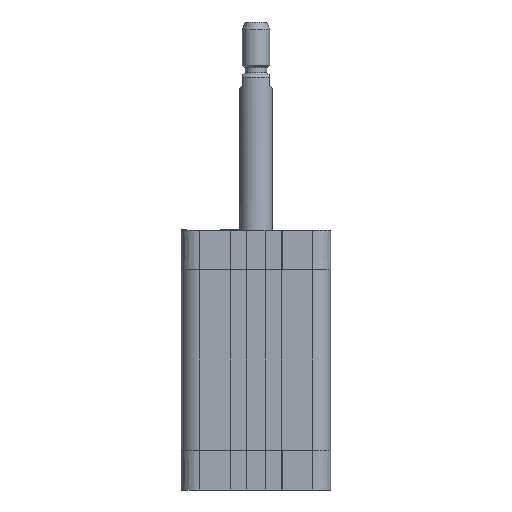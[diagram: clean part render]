
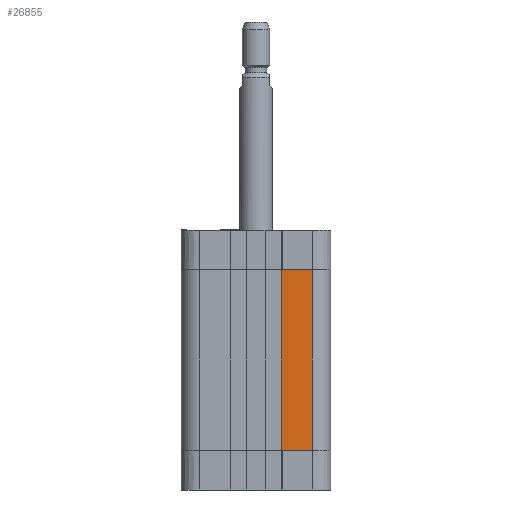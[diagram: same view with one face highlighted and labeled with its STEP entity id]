
A CAD part, front view. The second image highlights one B-rep face of the part: STEP entity #26855.
In plain terms, the highlighted planar face has unit normal (0, -1, 0).
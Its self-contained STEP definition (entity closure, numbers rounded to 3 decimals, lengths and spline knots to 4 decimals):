
#4275=LINE($,#53032,#6278);
#4276=LINE($,#53036,#6279);
#4277=LINE($,#53038,#6280);
#4278=LINE($,#53039,#6281);
#6278=VECTOR($,#32402,6.6);
#6279=VECTOR($,#32407,1.11);
#6280=VECTOR($,#32408,6.6);
#6281=VECTOR($,#32409,1.11);
#8206=FACE_OUTER_BOUND($,#9913,.T.);
#9913=EDGE_LOOP($,(#24535,#24536,#24537,#24538));
#12944=VERTEX_POINT($,#53029);
#12945=VERTEX_POINT($,#53031);
#12946=VERTEX_POINT($,#53035);
#12947=VERTEX_POINT($,#53037);
#16847=EDGE_CURVE($,#12945,#12944,#4275,.T.);
#16849=EDGE_CURVE($,#12944,#12946,#4276,.T.);
#16850=EDGE_CURVE($,#12947,#12946,#4277,.T.);
#16851=EDGE_CURVE($,#12945,#12947,#4278,.T.);
#24535=ORIENTED_EDGE($,*,*,#16849,.T.);
#24536=ORIENTED_EDGE($,*,*,#16850,.F.);
#24537=ORIENTED_EDGE($,*,*,#16851,.F.);
#24538=ORIENTED_EDGE($,*,*,#16847,.T.);
#25362=PLANE($,#28070);
#26855=ADVANCED_FACE($,(#8206),#25362,.T.);
#28070=AXIS2_PLACEMENT_3D($,#53034,#32405,#32406);
#32402=DIRECTION($,(0.,0.,1.));
#32405=DIRECTION('center_axis',(0.,-1.,0.));
#32406=DIRECTION('ref_axis',(0.,0.,-1.));
#32407=DIRECTION($,(-1.,0.,0.));
#32408=DIRECTION($,(0.,0.,1.));
#32409=DIRECTION($,(-1.,0.,0.));
#53029=CARTESIAN_POINT('',(2.05,-2.725,0.05));
#53031=CARTESIAN_POINT('',(2.05,-2.725,-6.55));
#53032=CARTESIAN_POINT($,(2.05,-2.725,-6.55));
#53034=CARTESIAN_POINT('Origin',(2.05,-2.725,-6.55));
#53035=CARTESIAN_POINT('',(0.94,-2.725,0.05));
#53036=CARTESIAN_POINT($,(2.05,-2.725,0.05));
#53037=CARTESIAN_POINT('',(0.94,-2.725,-6.55));
#53038=CARTESIAN_POINT($,(0.94,-2.725,-6.55));
#53039=CARTESIAN_POINT($,(2.05,-2.725,-6.55));
